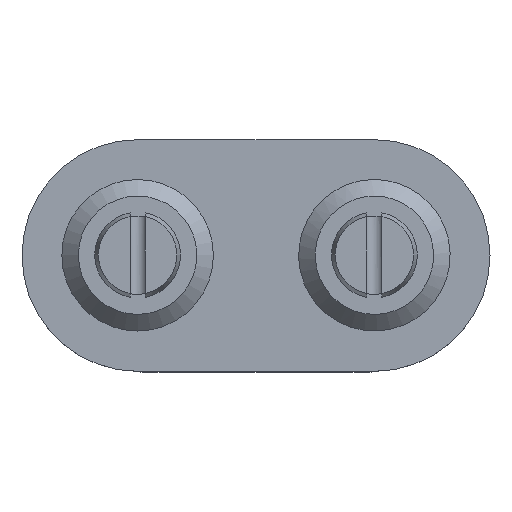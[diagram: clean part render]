
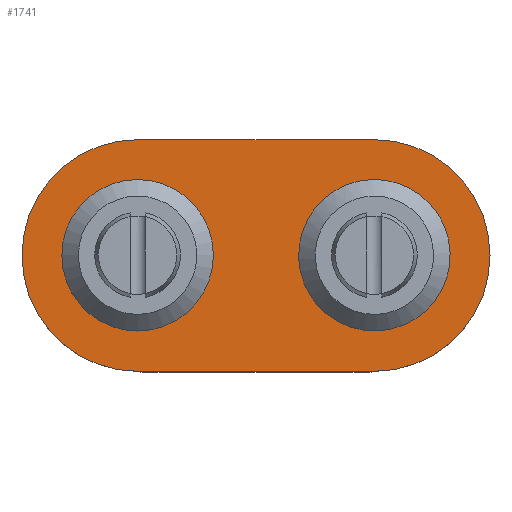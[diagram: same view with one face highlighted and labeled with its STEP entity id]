
A CAD part, top view. The second image highlights one B-rep face of the part: STEP entity #1741.
In plain terms, the highlighted planar face has unit normal (0, 0, 1).
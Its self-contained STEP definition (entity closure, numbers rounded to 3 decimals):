
#84=CARTESIAN_POINT('',(0.,-6.225,0.0));
#85=VERTEX_POINT('',#84);
#92=CARTESIAN_POINT('',(-6.2,-0.025,0.0));
#93=VERTEX_POINT('',#92);
#94=CARTESIAN_POINT('',(0.0,-0.025,0.0));
#95=DIRECTION('',(0.0,0.0,-1.0));
#96=DIRECTION('',(-0.707,-0.707,0.0));
#97=AXIS2_PLACEMENT_3D('',#94,#95,#96);
#98=CIRCLE('',#97,6.2);
#99=EDGE_CURVE('',#85,#93,#98,.T.);
#223=CARTESIAN_POINT('',(12.7,-6.225,0.0));
#224=VERTEX_POINT('',#223);
#231=CARTESIAN_POINT('',(12.7,-6.225,0.0));
#232=DIRECTION('',(-1.0,0.0,0.0));
#233=VECTOR('',#232,12.7);
#234=LINE('',#231,#233);
#235=EDGE_CURVE('',#224,#85,#234,.T.);
#461=CARTESIAN_POINT('',(18.9,-0.025,0.0));
#462=VERTEX_POINT('',#461);
#469=CARTESIAN_POINT('',(12.7,-0.025,0.0));
#470=DIRECTION('',(0.0,0.0,-1.0));
#471=DIRECTION('',(0.707,-0.707,0.0));
#472=AXIS2_PLACEMENT_3D('',#469,#470,#471);
#473=CIRCLE('',#472,6.2);
#474=EDGE_CURVE('',#462,#224,#473,.T.);
#1669=CARTESIAN_POINT('',(6.35,-0.588,0.0));
#1670=DIRECTION('',(0.0,0.0,1.0));
#1671=DIRECTION('',(1.0,0.0,0.0));
#1672=AXIS2_PLACEMENT_3D('',#1669,#1670,#1671);
#1673=PLANE('',#1672);
#1674=ORIENTED_EDGE('',*,*,#99,.F.);
#1675=ORIENTED_EDGE('',*,*,#235,.F.);
#1676=ORIENTED_EDGE('',*,*,#474,.F.);
#1677=CARTESIAN_POINT('',(18.9,0.,0.0));
#1678=VERTEX_POINT('',#1677);
#1679=CARTESIAN_POINT('',(18.9,0.,0.0));
#1680=DIRECTION('',(0.0,-1.0,0.0));
#1681=VECTOR('',#1680,0.025);
#1682=LINE('',#1679,#1681);
#1683=EDGE_CURVE('',#1678,#462,#1682,.T.);
#1684=ORIENTED_EDGE('',*,*,#1683,.F.);
#1685=CARTESIAN_POINT('',(12.7,6.2,0.0));
#1686=VERTEX_POINT('',#1685);
#1687=CARTESIAN_POINT('',(12.7,0.,0.0));
#1688=DIRECTION('',(0.0,0.0,-1.0));
#1689=DIRECTION('',(-1.0,0.0,0.0));
#1690=AXIS2_PLACEMENT_3D('',#1687,#1688,#1689);
#1691=CIRCLE('',#1690,6.2);
#1692=EDGE_CURVE('',#1686,#1678,#1691,.T.);
#1693=ORIENTED_EDGE('',*,*,#1692,.F.);
#1694=CARTESIAN_POINT('',(0.,6.2,0.0));
#1695=VERTEX_POINT('',#1694);
#1696=CARTESIAN_POINT('',(0.0,6.2,0.0));
#1697=DIRECTION('',(1.0,0.0,0.0));
#1698=VECTOR('',#1697,12.7);
#1699=LINE('',#1696,#1698);
#1700=EDGE_CURVE('',#1695,#1686,#1699,.T.);
#1701=ORIENTED_EDGE('',*,*,#1700,.F.);
#1702=CARTESIAN_POINT('',(-6.2,0.,0.0));
#1703=VERTEX_POINT('',#1702);
#1704=CARTESIAN_POINT('',(0.,0.,0.0));
#1705=DIRECTION('',(0.0,0.0,-1.0));
#1706=DIRECTION('',(0.0,-1.0,0.0));
#1707=AXIS2_PLACEMENT_3D('',#1704,#1705,#1706);
#1708=CIRCLE('',#1707,6.2);
#1709=EDGE_CURVE('',#1703,#1695,#1708,.T.);
#1710=ORIENTED_EDGE('',*,*,#1709,.F.);
#1711=CARTESIAN_POINT('',(-6.2,-0.025,0.0));
#1712=DIRECTION('',(0.0,1.0,0.0));
#1713=VECTOR('',#1712,0.025);
#1714=LINE('',#1711,#1713);
#1715=EDGE_CURVE('',#93,#1703,#1714,.T.);
#1716=ORIENTED_EDGE('',*,*,#1715,.F.);
#1717=EDGE_LOOP('',(#1674,#1675,#1676,#1684,#1693,#1701,#1710,#1716));
#1718=FACE_OUTER_BOUND('',#1717,.T.);
#1719=CARTESIAN_POINT('',(9.267,-2.175,0.));
#1720=VERTEX_POINT('',#1719);
#1721=CARTESIAN_POINT('',(12.7,0.0,0.0));
#1722=DIRECTION('',(0.0,0.0,1.0));
#1723=DIRECTION('',(0.0,-1.0,0.0));
#1724=AXIS2_PLACEMENT_3D('',#1721,#1722,#1723);
#1725=CIRCLE('',#1724,4.064);
#1726=EDGE_CURVE('',#1720,#1720,#1725,.T.);
#1727=ORIENTED_EDGE('',*,*,#1726,.F.);
#1728=EDGE_LOOP('',(#1727));
#1729=FACE_BOUND('',#1728,.T.);
#1730=CARTESIAN_POINT('',(0.,4.064,0.0));
#1731=VERTEX_POINT('',#1730);
#1732=CARTESIAN_POINT('',(0.0,0.0,0.0));
#1733=DIRECTION('',(0.0,0.0,1.0));
#1734=DIRECTION('',(0.0,-1.0,0.0));
#1735=AXIS2_PLACEMENT_3D('',#1732,#1733,#1734);
#1736=CIRCLE('',#1735,4.064);
#1737=EDGE_CURVE('',#1731,#1731,#1736,.T.);
#1738=ORIENTED_EDGE('',*,*,#1737,.F.);
#1739=EDGE_LOOP('',(#1738));
#1740=FACE_BOUND('',#1739,.T.);
#1741=ADVANCED_FACE('',(#1718,#1729,#1740),#1673,.T.);
